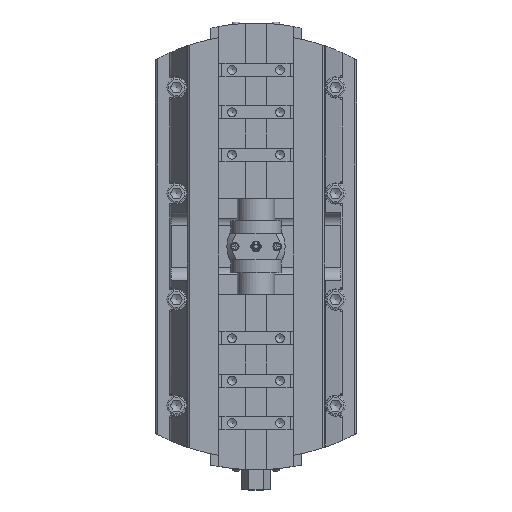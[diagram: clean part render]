
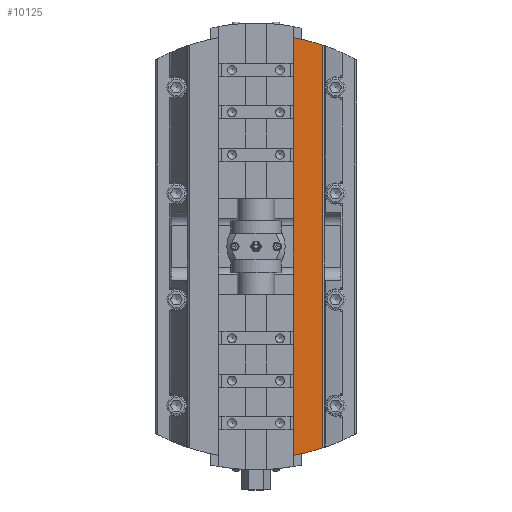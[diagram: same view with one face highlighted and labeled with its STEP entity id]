
A CAD part, top view. The second image highlights one B-rep face of the part: STEP entity #10125.
In plain terms, the highlighted planar face has unit normal (0, 0, 1).
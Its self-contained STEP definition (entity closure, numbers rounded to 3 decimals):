
#692=FACE_OUTER_BOUND('',#1275,.T.);
#1275=EDGE_LOOP('',(#6353,#6354,#6355,#6356));
#1948=CIRCLE('',#10891,200.);
#1950=CIRCLE('',#10896,200.);
#2340=LINE('',#14777,#3107);
#2341=LINE('',#14779,#3108);
#3107=VECTOR('',#11960,10.);
#3108=VECTOR('',#11961,10.);
#3897=VERTEX_POINT('',#14751);
#3898=VERTEX_POINT('',#14753);
#3905=VERTEX_POINT('',#14776);
#3906=VERTEX_POINT('',#14778);
#4876=EDGE_CURVE('',#3897,#3898,#1948,.T.);
#4885=EDGE_CURVE('',#3898,#3905,#2340,.T.);
#4886=EDGE_CURVE('',#3906,#3897,#2341,.T.);
#4887=EDGE_CURVE('',#3905,#3906,#1950,.T.);
#6353=ORIENTED_EDGE('',*,*,#4885,.F.);
#6354=ORIENTED_EDGE('',*,*,#4876,.F.);
#6355=ORIENTED_EDGE('',*,*,#4886,.F.);
#6356=ORIENTED_EDGE('',*,*,#4887,.F.);
#9223=PLANE('',#10895);
#10125=ADVANCED_FACE('',(#692),#9223,.F.);
#10891=AXIS2_PLACEMENT_3D('',#14754,#11945,#11946);
#10895=AXIS2_PLACEMENT_3D('',#14775,#11958,#11959);
#10896=AXIS2_PLACEMENT_3D('',#14780,#11962,#11963);
#11945=DIRECTION('center_axis',(0.,0.,-1.));
#11946=DIRECTION('ref_axis',(-1.,0.,0.));
#11958=DIRECTION('center_axis',(0.,0.,-1.));
#11959=DIRECTION('ref_axis',(-1.,0.,0.));
#11960=DIRECTION('',(0.,-1.,0.));
#11961=DIRECTION('',(0.,1.,0.));
#11962=DIRECTION('center_axis',(0.,0.,-1.));
#11963=DIRECTION('ref_axis',(-1.,0.,0.));
#14751=CARTESIAN_POINT('',(35.,196.914,100.));
#14753=CARTESIAN_POINT('',(63.,189.818,100.));
#14754=CARTESIAN_POINT('Origin',(0.,0.,100.));
#14775=CARTESIAN_POINT('Origin',(48.766,0.,
100.));
#14776=CARTESIAN_POINT('',(63.,-189.818,100.));
#14777=CARTESIAN_POINT('',(63.,-100.,100.));
#14778=CARTESIAN_POINT('',(35.,-196.914,100.));
#14779=CARTESIAN_POINT('',(35.,-100.,100.));
#14780=CARTESIAN_POINT('Origin',(0.,0.,100.));
